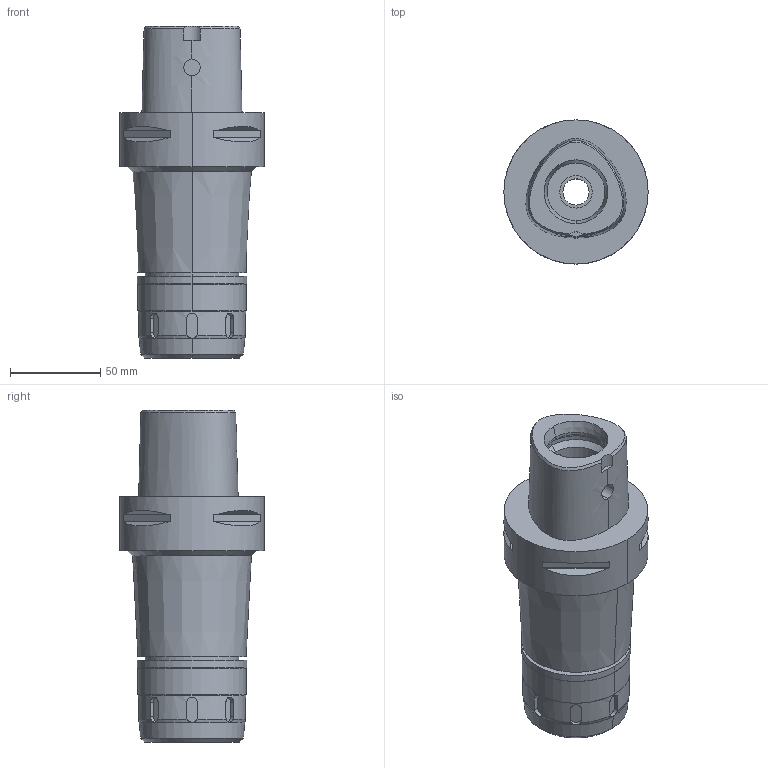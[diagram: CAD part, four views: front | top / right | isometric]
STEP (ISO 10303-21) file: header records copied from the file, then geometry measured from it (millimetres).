
FILE_DESCRIPTION((''),'2;1');
FILE_NAME('C8-HMC20-135','2020-10-08T',('ykawabe'),(''),'CREO PARAMETRIC BY PTC INC, 2016380','CREO PARAMETRIC BY PTC INC, 2016380','');
FILE_SCHEMA(('AUTOMOTIVE_DESIGN { 1 0 10303 214 1 1 1 1 }'));
Length unit declared in the file: millimetre
Products named in the file (1): C8-HMC20-135
Bounding box: 80 x 80 x 184.1 mm (x, y, z)
Volume: 499723.5 mm3; surface area: 59510 mm2
Topology: 1 solids, 1 shells, 128 faces, 337 edges, 222 vertices
Faces by surface type: plane 57, cylinder 47, cone 18, bspline 4, torus 2
Entity records: 6386 total; most frequent: CARTESIAN_POINT 2081, ORIENTED_EDGE 674, DIRECTION 652, PRESENTATION_STYLE_ASSIGNMENT 342, STYLED_ITEM 342, CURVE_STYLE 341, EDGE_CURVE 337, AXIS2_PLACEMENT_3D 255
